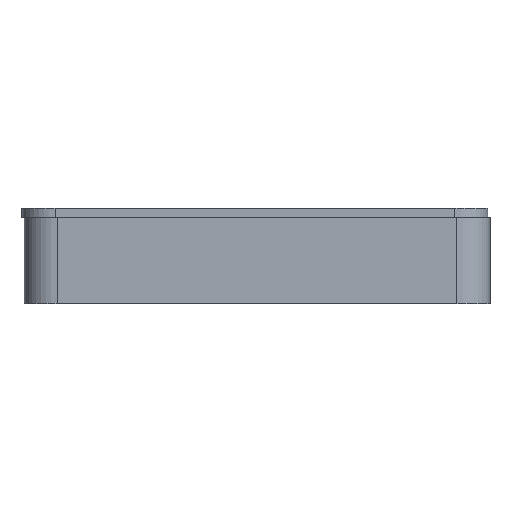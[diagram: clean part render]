
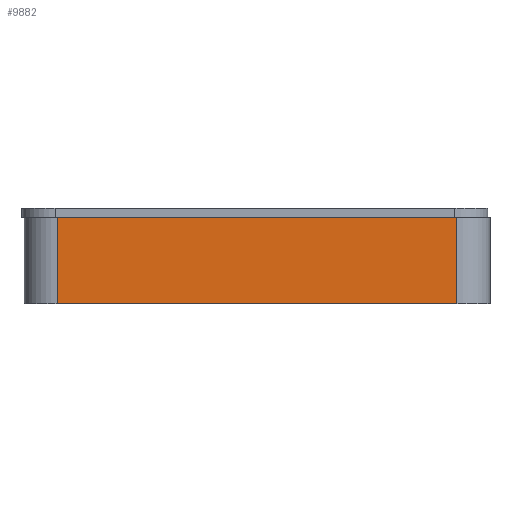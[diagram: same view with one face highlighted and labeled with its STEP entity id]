
A CAD part, left-side view. The second image highlights one B-rep face of the part: STEP entity #9882.
In plain terms, the highlighted planar face has unit normal (-1, 0, 0).
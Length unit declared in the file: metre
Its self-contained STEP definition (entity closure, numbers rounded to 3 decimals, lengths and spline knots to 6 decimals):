
#1132=LINE('',#17484,#1664);
#1134=LINE('',#17531,#1666);
#1135=LINE('',#17533,#1667);
#1136=LINE('',#17535,#1668);
#1664=VECTOR('',#13686,1.);
#1666=VECTOR('',#13744,1.);
#1667=VECTOR('',#13745,1.);
#1668=VECTOR('',#13746,1.);
#4368=ORIENTED_EDGE('',*,*,#6116,.F.);
#4369=ORIENTED_EDGE('',*,*,#6134,.T.);
#4370=ORIENTED_EDGE('',*,*,#6135,.T.);
#4371=ORIENTED_EDGE('',*,*,#6136,.T.);
#6116=EDGE_CURVE('',#7218,#7219,#1132,.T.);
#6134=EDGE_CURVE('',#7218,#7236,#1134,.T.);
#6135=EDGE_CURVE('',#7236,#7237,#1135,.T.);
#6136=EDGE_CURVE('',#7237,#7219,#1136,.F.);
#7218=VERTEX_POINT('',#17483);
#7219=VERTEX_POINT('',#17485);
#7236=VERTEX_POINT('',#17532);
#7237=VERTEX_POINT('',#17534);
#8560=EDGE_LOOP('',(#4368,#4369,#4370,#4371));
#9168=FACE_BOUND('',#8560,.T.);
#9396=PLANE('',#11077);
#9882=ADVANCED_FACE('',(#9168),#9396,.F.);
#11077=AXIS2_PLACEMENT_3D('',#17530,#13742,#13743);
#13686=DIRECTION('',(0.,-1.,0.));
#13742=DIRECTION('',(1.,0.,0.));
#13743=DIRECTION('',(0.,0.,-1.));
#13744=DIRECTION('',(0.,0.,-1.));
#13745=DIRECTION('',(0.,-1.,0.));
#13746=DIRECTION('',(0.,0.,-1.));
#17483=CARTESIAN_POINT('',(-0.058047,0.030335,0.013));
#17484=CARTESIAN_POINT('',(-0.058047,0.000135,0.013));
#17485=CARTESIAN_POINT('',(-0.058047,-0.030065,0.013));
#17530=CARTESIAN_POINT('',(-0.058047,0.000135,0.013));
#17531=CARTESIAN_POINT('',(-0.058047,0.030335,0.));
#17532=CARTESIAN_POINT('',(-0.058047,0.030335,0.));
#17533=CARTESIAN_POINT('',(-0.058047,0.000135,0.));
#17534=CARTESIAN_POINT('',(-0.058047,-0.030065,0.));
#17535=CARTESIAN_POINT('',(-0.058047,-0.030065,0.013));
